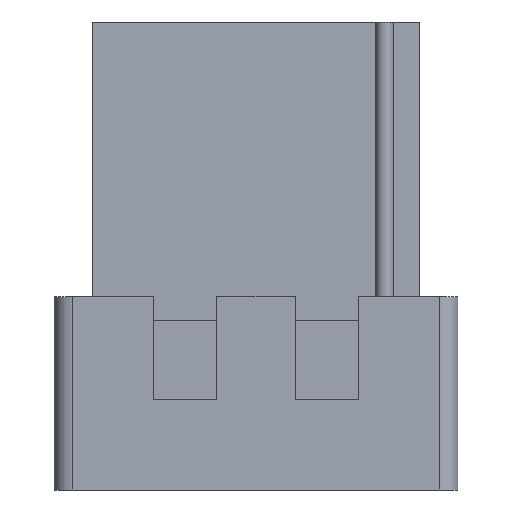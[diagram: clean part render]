
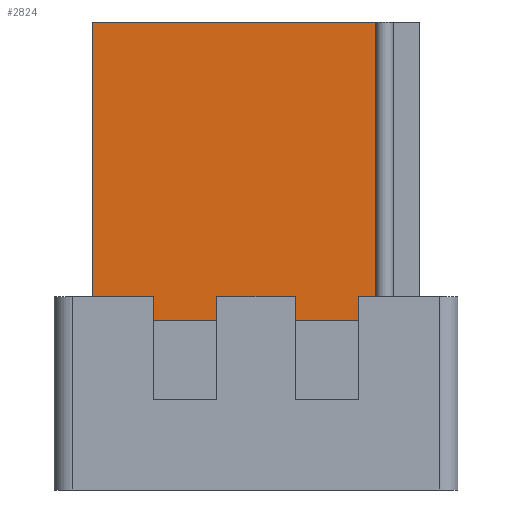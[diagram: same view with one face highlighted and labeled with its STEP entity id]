
A CAD part, front view. The second image highlights one B-rep face of the part: STEP entity #2824.
In plain terms, the highlighted planar face has unit normal (0, -1, 0).
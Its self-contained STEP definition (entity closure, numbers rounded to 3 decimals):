
#21=DIRECTION('',(1.,0.,0.));
#22=VECTOR('',#21,1.35);
#23=CARTESIAN_POINT('',(-0.675,-1.15,0.));
#24=LINE('',#23,#22);
#42=DIRECTION('',(1.,0.,0.));
#43=VECTOR('',#42,1.045);
#44=CARTESIAN_POINT('',(-2.8,-1.15,0.));
#45=LINE('',#44,#43);
#86=DIRECTION('',(1.,0.,0.));
#87=VECTOR('',#86,0.295);
#88=CARTESIAN_POINT('',(1.755,-1.15,0.));
#89=LINE('',#88,#87);
#90=DIRECTION('',(0.,0.,1.));
#91=VECTOR('',#90,4.7);
#92=CARTESIAN_POINT('',(2.05,-1.15,0.));
#93=LINE('',#92,#91);
#94=DIRECTION('',(0.,0.,1.));
#95=VECTOR('',#94,0.4);
#96=CARTESIAN_POINT('',(1.755,-1.15,-0.4));
#97=LINE('',#96,#95);
#98=DIRECTION('',(0.,0.,-1.));
#99=VECTOR('',#98,0.4);
#100=CARTESIAN_POINT('',(0.675,-1.15,0.));
#101=LINE('',#100,#99);
#102=DIRECTION('',(0.,0.,1.));
#103=VECTOR('',#102,0.4);
#104=CARTESIAN_POINT('',(-0.675,-1.15,-0.4));
#105=LINE('',#104,#103);
#106=DIRECTION('',(0.,0.,-1.));
#107=VECTOR('',#106,0.4);
#108=CARTESIAN_POINT('',(-1.755,-1.15,0.));
#109=LINE('',#108,#107);
#110=DIRECTION('',(0.,0.,-1.));
#111=VECTOR('',#110,4.7);
#112=CARTESIAN_POINT('',(-2.8,-1.15,4.7));
#113=LINE('',#112,#111);
#114=DIRECTION('',(1.,0.,0.));
#115=VECTOR('',#114,4.85);
#116=CARTESIAN_POINT('',(-2.8,-1.15,4.7));
#117=LINE('',#116,#115);
#735=DIRECTION('',(-1.,0.,0.));
#736=VECTOR('',#735,1.08);
#737=CARTESIAN_POINT('',(1.755,-1.15,-0.4));
#738=LINE('',#737,#736);
#799=DIRECTION('',(-1.,0.,0.));
#800=VECTOR('',#799,1.08);
#801=CARTESIAN_POINT('',(-0.675,-1.15,-0.4));
#802=LINE('',#801,#800);
#2042=CARTESIAN_POINT('',(-2.8,-1.15,4.7));
#2044=VERTEX_POINT('',#2042);
#2057=CARTESIAN_POINT('',(-2.8,-1.15,0.));
#2058=VERTEX_POINT('',#2057);
#2142=CARTESIAN_POINT('',(0.675,-1.15,0.));
#2144=VERTEX_POINT('',#2142);
#2146=CARTESIAN_POINT('',(1.755,-1.15,0.));
#2148=VERTEX_POINT('',#2146);
#2150=CARTESIAN_POINT('',(-1.755,-1.15,0.));
#2152=VERTEX_POINT('',#2150);
#2154=CARTESIAN_POINT('',(-0.675,-1.15,0.));
#2156=VERTEX_POINT('',#2154);
#2165=CARTESIAN_POINT('',(1.755,-1.15,-0.4));
#2166=CARTESIAN_POINT('',(0.675,-1.15,-0.4));
#2167=VERTEX_POINT('',#2165);
#2168=VERTEX_POINT('',#2166);
#2169=CARTESIAN_POINT('',(-0.675,-1.15,-0.4));
#2170=CARTESIAN_POINT('',(-1.755,-1.15,-0.4));
#2171=VERTEX_POINT('',#2169);
#2172=VERTEX_POINT('',#2170);
#2681=CARTESIAN_POINT('',(2.05,-1.15,0.));
#2683=VERTEX_POINT('',#2681);
#2685=CARTESIAN_POINT('',(2.05,-1.15,4.7));
#2686=VERTEX_POINT('',#2685);
#2797=CARTESIAN_POINT('',(-3.45,-1.15,4.7));
#2798=DIRECTION('',(0.,-1.,0.));
#2799=DIRECTION('',(0.,0.,-1.));
#2800=AXIS2_PLACEMENT_3D('',#2797,#2798,#2799);
#2801=PLANE('',#2800);
#2803=ORIENTED_EDGE('',*,*,#2802,.F.);
#2804=ORIENTED_EDGE('',*,*,#2773,.F.);
#2806=ORIENTED_EDGE('',*,*,#2805,.F.);
#2808=ORIENTED_EDGE('',*,*,#2807,.T.);
#2809=ORIENTED_EDGE('',*,*,#2784,.F.);
#2810=ORIENTED_EDGE('',*,*,#2731,.F.);
#2812=ORIENTED_EDGE('',*,*,#2811,.F.);
#2814=ORIENTED_EDGE('',*,*,#2813,.T.);
#2816=ORIENTED_EDGE('',*,*,#2815,.F.);
#2817=ORIENTED_EDGE('',*,*,#2751,.F.);
#2819=ORIENTED_EDGE('',*,*,#2818,.F.);
#2821=ORIENTED_EDGE('',*,*,#2820,.T.);
#2822=EDGE_LOOP('',(#2803,#2804,#2806,#2808,#2809,#2810,#2812,#2814,#2816,#2817,
#2819,#2821));
#2823=FACE_OUTER_BOUND('',#2822,.F.);
#2731=EDGE_CURVE('',#2156,#2144,#24,.T.);
#2751=EDGE_CURVE('',#2058,#2152,#45,.T.);
#2773=EDGE_CURVE('',#2148,#2683,#89,.T.);
#2784=EDGE_CURVE('',#2144,#2168,#101,.T.);
#2802=EDGE_CURVE('',#2683,#2686,#93,.T.);
#2805=EDGE_CURVE('',#2167,#2148,#97,.T.);
#2807=EDGE_CURVE('',#2167,#2168,#738,.T.);
#2811=EDGE_CURVE('',#2171,#2156,#105,.T.);
#2813=EDGE_CURVE('',#2171,#2172,#802,.T.);
#2815=EDGE_CURVE('',#2152,#2172,#109,.T.);
#2818=EDGE_CURVE('',#2044,#2058,#113,.T.);
#2820=EDGE_CURVE('',#2044,#2686,#117,.T.);
#2824=ADVANCED_FACE('',(#2823),#2801,.T.);
